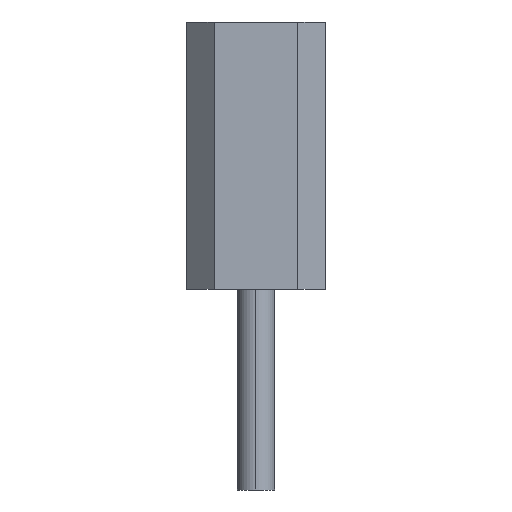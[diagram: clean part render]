
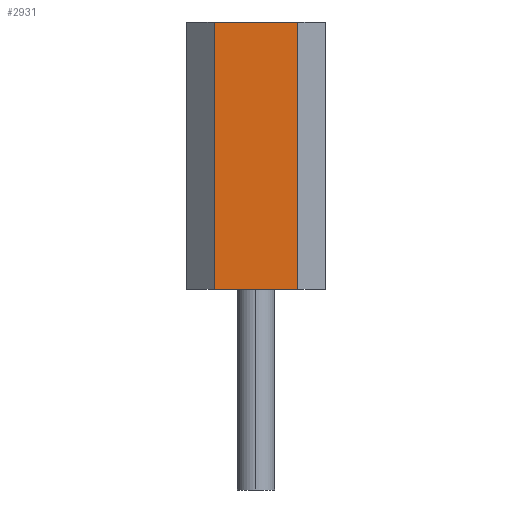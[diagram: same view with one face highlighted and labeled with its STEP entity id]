
A CAD part, left-side view. The second image highlights one B-rep face of the part: STEP entity #2931.
In plain terms, the highlighted planar face has unit normal (-1, 0, 0).
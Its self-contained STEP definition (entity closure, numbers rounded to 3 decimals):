
#2875=CARTESIAN_POINT('',(-1.27,-0.75,4.8));
#2876=VERTEX_POINT('',#2875);
#2883=CARTESIAN_POINT('',(-1.27,-0.75,0.0));
#2884=VERTEX_POINT('',#2883);
#2885=CARTESIAN_POINT('',(-1.27,-0.75,0.0));
#2886=DIRECTION('',(0.0,0.0,1.0));
#2887=VECTOR('',#2886,4.8);
#2888=LINE('',#2885,#2887);
#2889=EDGE_CURVE('',#2884,#2876,#2888,.T.);
#2901=CARTESIAN_POINT('',(-1.27,-0.75,0.0));
#2902=DIRECTION('',(-1.0,0.0,0.0));
#2903=DIRECTION('',(0.0,0.0,1.0));
#2904=AXIS2_PLACEMENT_3D('',#2901,#2902,#2903);
#2905=PLANE('',#2904);
#2906=CARTESIAN_POINT('',(-1.27,0.75,4.8));
#2907=VERTEX_POINT('',#2906);
#2908=CARTESIAN_POINT('',(-1.27,-0.75,4.8));
#2909=DIRECTION('',(0.0,1.0,0.0));
#2910=VECTOR('',#2909,1.5);
#2911=LINE('',#2908,#2910);
#2912=EDGE_CURVE('',#2876,#2907,#2911,.T.);
#2913=ORIENTED_EDGE('',*,*,#2912,.T.);
#2914=CARTESIAN_POINT('',(-1.27,0.75,0.0));
#2915=VERTEX_POINT('',#2914);
#2916=CARTESIAN_POINT('',(-1.27,0.75,0.0));
#2917=DIRECTION('',(0.0,0.0,1.0));
#2918=VECTOR('',#2917,4.8);
#2919=LINE('',#2916,#2918);
#2920=EDGE_CURVE('',#2915,#2907,#2919,.T.);
#2921=ORIENTED_EDGE('',*,*,#2920,.F.);
#2922=CARTESIAN_POINT('',(-1.27,-0.75,0.0));
#2923=DIRECTION('',(0.0,1.0,0.0));
#2924=VECTOR('',#2923,1.5);
#2925=LINE('',#2922,#2924);
#2926=EDGE_CURVE('',#2884,#2915,#2925,.T.);
#2927=ORIENTED_EDGE('',*,*,#2926,.F.);
#2928=ORIENTED_EDGE('',*,*,#2889,.T.);
#2929=EDGE_LOOP('',(#2913,#2921,#2927,#2928));
#2930=FACE_OUTER_BOUND('',#2929,.T.);
#2931=ADVANCED_FACE('',(#2930),#2905,.T.);
